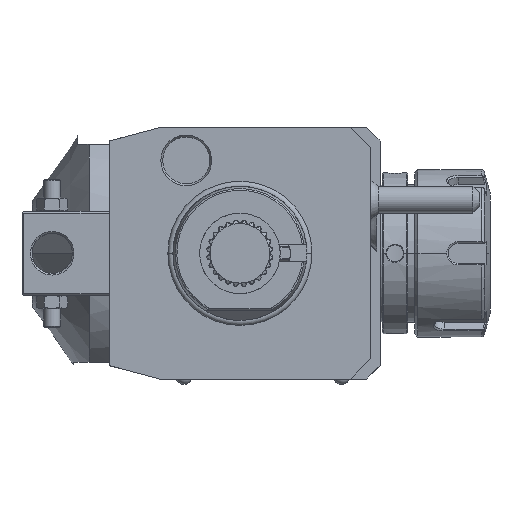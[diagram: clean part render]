
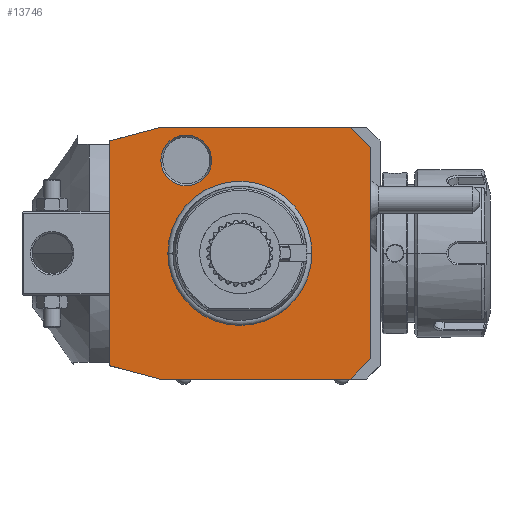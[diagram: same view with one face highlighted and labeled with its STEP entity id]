
A CAD part, front view. The second image highlights one B-rep face of the part: STEP entity #13746.
In plain terms, the highlighted planar face has unit normal (0, -1, 0).
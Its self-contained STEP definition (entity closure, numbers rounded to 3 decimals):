
#1=DIRECTION('',(0.966,0.,-0.259));
#2=VECTOR('',#1,15.529);
#3=CARTESIAN_POINT('',(-39.,0.,-33.481));
#4=LINE('',#3,#2);
#5=DIRECTION('',(0.,0.,-1.));
#6=VECTOR('',#5,66.962);
#7=CARTESIAN_POINT('',(-39.,0.,33.481));
#8=LINE('',#7,#6);
#9=DIRECTION('',(-0.966,0.,-0.259));
#10=VECTOR('',#9,15.529);
#11=CARTESIAN_POINT('',(-24.,0.,37.5));
#12=LINE('',#11,#10);
#13=DIRECTION('',(-1.,0.,0.));
#14=VECTOR('',#13,57.);
#15=CARTESIAN_POINT('',(33.,0.,37.5));
#16=LINE('',#15,#14);
#17=DIRECTION('',(-0.707,0.,0.707));
#18=VECTOR('',#17,8.485);
#19=CARTESIAN_POINT('',(39.,0.,31.5));
#20=LINE('',#19,#18);
#21=DIRECTION('',(0.,0.,1.));
#22=VECTOR('',#21,63.);
#23=CARTESIAN_POINT('',(39.,0.,-31.5));
#24=LINE('',#23,#22);
#25=DIRECTION('',(0.707,0.,0.707));
#26=VECTOR('',#25,8.485);
#27=CARTESIAN_POINT('',(33.,0.,-37.5));
#28=LINE('',#27,#26);
#29=DIRECTION('',(1.,0.,0.));
#30=VECTOR('',#29,57.);
#31=CARTESIAN_POINT('',(-24.,0.,-37.5));
#32=LINE('',#31,#30);
#33=CARTESIAN_POINT('',(-16.,0.,27.713));
#34=DIRECTION('',(0.,1.,0.));
#35=DIRECTION('',(-1.,0.,0.));
#36=AXIS2_PLACEMENT_3D('',#33,#34,#35);
#38=CARTESIAN_POINT('',(-16.,0.,27.713));
#39=DIRECTION('',(0.,1.,0.));
#40=DIRECTION('',(1.,0.,0.));
#41=AXIS2_PLACEMENT_3D('',#38,#39,#40);
#7486=CARTESIAN_POINT('',(0.,0.,0.));
#7487=DIRECTION('',(0.,1.,0.));
#7488=DIRECTION('',(-1.,0.,0.));
#7489=AXIS2_PLACEMENT_3D('',#7486,#7487,#7488);
#7491=CARTESIAN_POINT('',(0.,0.,0.));
#7492=DIRECTION('',(0.,1.,0.));
#7493=DIRECTION('',(1.,0.,0.));
#7494=AXIS2_PLACEMENT_3D('',#7491,#7492,#7493);
#12401=CARTESIAN_POINT('',(-23.577,0.,
27.713));
#12402=CARTESIAN_POINT('',(-8.423,0.,
27.713));
#12403=VERTEX_POINT('',#12401);
#12404=VERTEX_POINT('',#12402);
#13313=CARTESIAN_POINT('',(-39.,0.,-33.481));
#13314=CARTESIAN_POINT('',(-24.,0.,-37.5));
#13315=VERTEX_POINT('',#13313);
#13316=VERTEX_POINT('',#13314);
#13317=CARTESIAN_POINT('',(33.,0.,-37.5));
#13318=VERTEX_POINT('',#13317);
#13319=CARTESIAN_POINT('',(39.,0.,-31.5));
#13320=VERTEX_POINT('',#13319);
#13321=CARTESIAN_POINT('',(39.,0.,31.5));
#13322=VERTEX_POINT('',#13321);
#13323=CARTESIAN_POINT('',(33.,0.,37.5));
#13324=VERTEX_POINT('',#13323);
#13325=CARTESIAN_POINT('',(-24.,0.,37.5));
#13326=VERTEX_POINT('',#13325);
#13327=CARTESIAN_POINT('',(-39.,0.,33.481));
#13328=VERTEX_POINT('',#13327);
#13601=CARTESIAN_POINT('',(-21.137,0.,0.));
#13602=CARTESIAN_POINT('',(21.137,0.,0.));
#13603=VERTEX_POINT('',#13601);
#13604=VERTEX_POINT('',#13602);
#13711=CARTESIAN_POINT('',(0.,0.,0.));
#13712=DIRECTION('',(0.,-1.,0.));
#13713=DIRECTION('',(-1.,0.,0.));
#13714=AXIS2_PLACEMENT_3D('',#13711,#13712,#13713);
#13715=PLANE('',#13714);
#13717=ORIENTED_EDGE('',*,*,#13716,.F.);
#13719=ORIENTED_EDGE('',*,*,#13718,.F.);
#13721=ORIENTED_EDGE('',*,*,#13720,.F.);
#13723=ORIENTED_EDGE('',*,*,#13722,.F.);
#13725=ORIENTED_EDGE('',*,*,#13724,.F.);
#13727=ORIENTED_EDGE('',*,*,#13726,.F.);
#13729=ORIENTED_EDGE('',*,*,#13728,.F.);
#13731=ORIENTED_EDGE('',*,*,#13730,.F.);
#13732=EDGE_LOOP('',(#13717,#13719,#13721,#13723,#13725,#13727,#13729,#13731));
#13733=FACE_OUTER_BOUND('',#13732,.F.);
#13735=ORIENTED_EDGE('',*,*,#13734,.F.);
#13737=ORIENTED_EDGE('',*,*,#13736,.F.);
#13738=EDGE_LOOP('',(#13735,#13737));
#13739=FACE_BOUND('',#13738,.F.);
#13741=ORIENTED_EDGE('',*,*,#13740,.F.);
#13743=ORIENTED_EDGE('',*,*,#13742,.F.);
#13744=EDGE_LOOP('',(#13741,#13743));
#13745=FACE_BOUND('',#13744,.F.);
#37=CIRCLE('',#36,7.577);
#42=CIRCLE('',#41,7.577);
#7490=CIRCLE('',#7489,21.137);
#7495=CIRCLE('',#7494,21.137);
#13716=EDGE_CURVE('',#13315,#13316,#4,.T.);
#13718=EDGE_CURVE('',#13328,#13315,#8,.T.);
#13720=EDGE_CURVE('',#13326,#13328,#12,.T.);
#13722=EDGE_CURVE('',#13324,#13326,#16,.T.);
#13724=EDGE_CURVE('',#13322,#13324,#20,.T.);
#13726=EDGE_CURVE('',#13320,#13322,#24,.T.);
#13728=EDGE_CURVE('',#13318,#13320,#28,.T.);
#13730=EDGE_CURVE('',#13316,#13318,#32,.T.);
#13734=EDGE_CURVE('',#13603,#13604,#7490,.T.);
#13736=EDGE_CURVE('',#13604,#13603,#7495,.T.);
#13740=EDGE_CURVE('',#12403,#12404,#37,.T.);
#13742=EDGE_CURVE('',#12404,#12403,#42,.T.);
#13746=ADVANCED_FACE('',(#13733,#13739,#13745),#13715,.T.);
